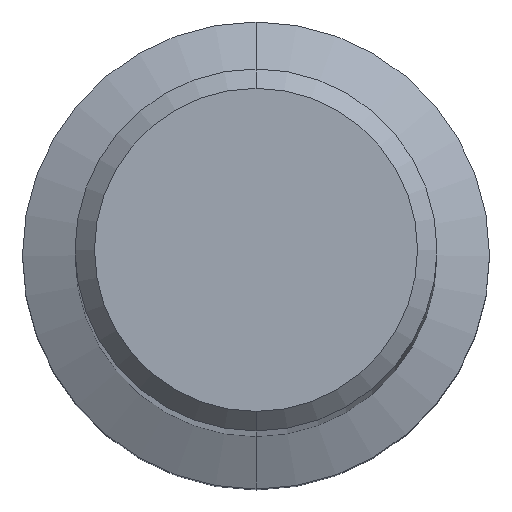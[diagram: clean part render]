
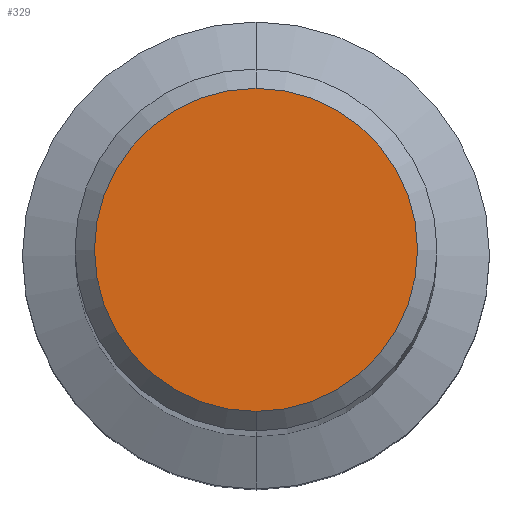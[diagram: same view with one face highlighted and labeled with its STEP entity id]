
A CAD part, top view. The second image highlights one B-rep face of the part: STEP entity #329.
In plain terms, the highlighted planar face has unit normal (0, 0, 1).
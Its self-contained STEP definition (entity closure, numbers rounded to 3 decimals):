
#201=EDGE_CURVE('',#355,#251,#556,.T.);
#251=VERTEX_POINT('',#612);
#257=EDGE_CURVE('',#251,#355,#619,.T.);
#329=ADVANCED_FACE('',(#699),#700,.T.);
#355=VERTEX_POINT('',#728);
#556=CIRCLE('',#941,4.15);
#612=CARTESIAN_POINT('',(0.0,4.15,0.0));
#619=CIRCLE('',#1034,4.15);
#699=FACE_OUTER_BOUND('',#1173,.T.);
#700=PLANE('',#1174);
#728=CARTESIAN_POINT('',(0.,-4.15,0.0));
#941=AXIS2_PLACEMENT_3D('',#1655,#1656,#1657);
#1034=AXIS2_PLACEMENT_3D('',#1728,#1729,#1730);
#1173=EDGE_LOOP('',(#1829,#1830));
#1174=AXIS2_PLACEMENT_3D('',#1831,#1832,#1833);
#1655=CARTESIAN_POINT('',(0.0,0.0,0.0));
#1656=DIRECTION('',(0.0,0.0,-1.0));
#1657=DIRECTION('',(0.0,1.0,0.0));
#1728=CARTESIAN_POINT('',(0.0,0.0,0.0));
#1729=DIRECTION('',(0.0,0.0,-1.0));
#1730=DIRECTION('',(0.0,1.0,0.0));
#1829=ORIENTED_EDGE('',*,*,#257,.F.);
#1830=ORIENTED_EDGE('',*,*,#201,.F.);
#1831=CARTESIAN_POINT('',(0.0,2.075,0.0));
#1832=DIRECTION('',(-0.0,0.0,1.0));
#1833=DIRECTION('',(0.0,-1.0,0.0));
